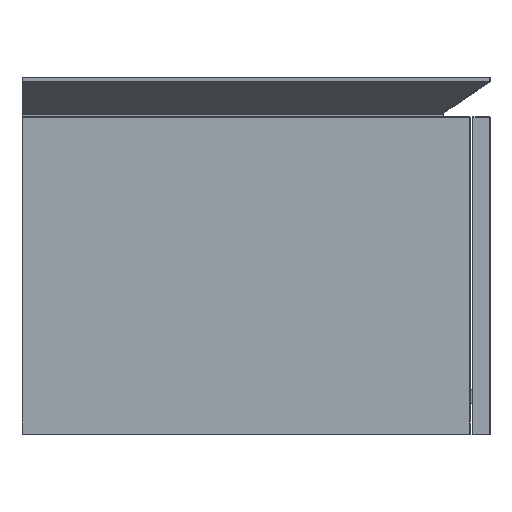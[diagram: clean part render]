
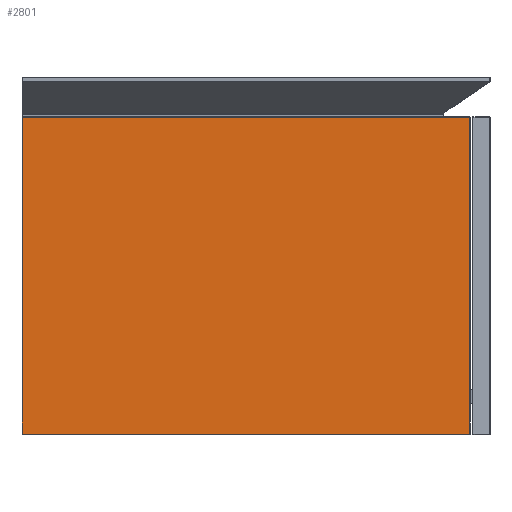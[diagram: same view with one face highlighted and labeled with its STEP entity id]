
A CAD part, left-side view. The second image highlights one B-rep face of the part: STEP entity #2801.
In plain terms, the highlighted planar face has unit normal (-1, 0, 0).
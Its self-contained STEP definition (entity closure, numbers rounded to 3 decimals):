
#1505=CARTESIAN_POINT('',(-2059.061,4332.936,-0.8));
#1506=VERTEX_POINT('',#1505);
#1513=CARTESIAN_POINT('',(-2059.061,3855.067,-0.8));
#1514=VERTEX_POINT('',#1513);
#1515=CARTESIAN_POINT('',(-2059.061,4332.936,-0.8));
#1516=DIRECTION('',(0.0,-1.0,0.0));
#1517=VECTOR('',#1516,477.869);
#1518=LINE('',#1515,#1517);
#1519=EDGE_CURVE('',#1506,#1514,#1518,.T.);
#1535=CARTESIAN_POINT('',(-2059.061,3855.067,-339.2));
#1536=VERTEX_POINT('',#1535);
#1537=CARTESIAN_POINT('',(-2059.061,4332.936,-339.2));
#1538=VERTEX_POINT('',#1537);
#1539=CARTESIAN_POINT('',(-2059.061,3855.067,-339.2));
#1540=DIRECTION('',(0.0,1.0,0.0));
#1541=VECTOR('',#1540,477.869);
#1542=LINE('',#1539,#1541);
#1543=EDGE_CURVE('',#1536,#1538,#1542,.T.);
#1575=CARTESIAN_POINT('',(-2059.061,3854.736,-338.869));
#1576=VERTEX_POINT('',#1575);
#1577=CARTESIAN_POINT('',(-2059.061,3854.736,-338.869));
#1578=DIRECTION('',(0.0,0.707,-0.707));
#1579=VECTOR('',#1578,0.469);
#1580=LINE('',#1577,#1579);
#1581=EDGE_CURVE('',#1576,#1536,#1580,.T.);
#1606=CARTESIAN_POINT('',(-2059.061,3854.736,-1.131));
#1607=VERTEX_POINT('',#1606);
#1608=CARTESIAN_POINT('',(-2059.061,3854.736,-1.131));
#1609=DIRECTION('',(0.0,0.0,-1.0));
#1610=VECTOR('',#1609,337.737);
#1611=LINE('',#1608,#1610);
#1612=EDGE_CURVE('',#1607,#1576,#1611,.T.);
#1637=CARTESIAN_POINT('',(-2059.061,3855.067,-0.8));
#1638=DIRECTION('',(0.0,-0.707,-0.707));
#1639=VECTOR('',#1638,0.469);
#1640=LINE('',#1637,#1639);
#1641=EDGE_CURVE('',#1514,#1607,#1640,.T.);
#1795=CARTESIAN_POINT('',(-2059.061,4332.936,-339.2));
#1796=DIRECTION('',(0.0,0.0,1.0));
#1797=VECTOR('',#1796,338.4);
#1798=LINE('',#1795,#1797);
#1799=EDGE_CURVE('',#1538,#1506,#1798,.T.);
#2788=CARTESIAN_POINT('',(-2059.061,4093.836,-0.799));
#2789=DIRECTION('',(-1.0,0.0,0.0));
#2790=DIRECTION('',(0.0,0.0,1.0));
#2791=AXIS2_PLACEMENT_3D('',#2788,#2789,#2790);
#2792=PLANE('',#2791);
#2793=ORIENTED_EDGE('',*,*,#1519,.F.);
#2794=ORIENTED_EDGE('',*,*,#1799,.F.);
#2795=ORIENTED_EDGE('',*,*,#1543,.F.);
#2796=ORIENTED_EDGE('',*,*,#1581,.F.);
#2797=ORIENTED_EDGE('',*,*,#1612,.F.);
#2798=ORIENTED_EDGE('',*,*,#1641,.F.);
#2799=EDGE_LOOP('',(#2793,#2794,#2795,#2796,#2797,#2798));
#2800=FACE_OUTER_BOUND('',#2799,.T.);
#2801=ADVANCED_FACE('',(#2800),#2792,.T.);
